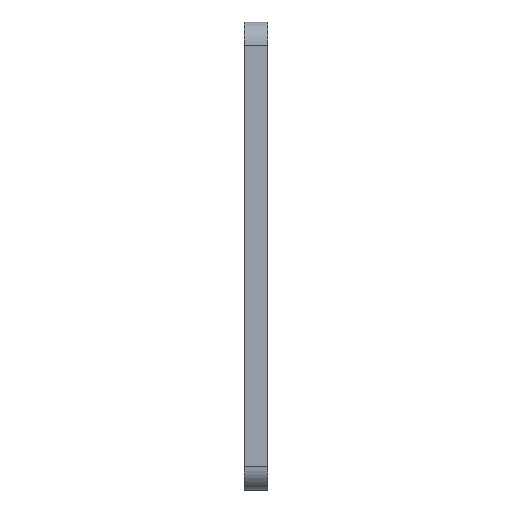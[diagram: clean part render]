
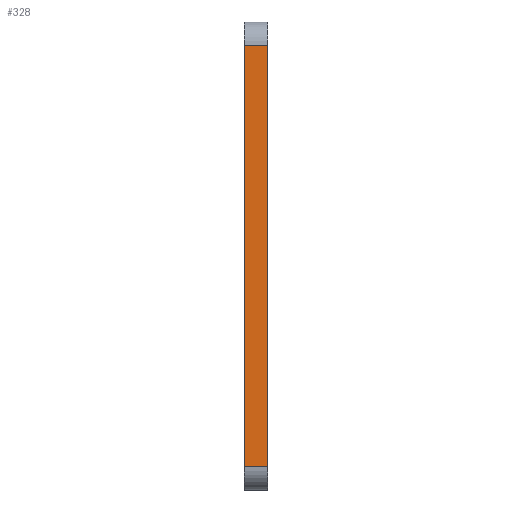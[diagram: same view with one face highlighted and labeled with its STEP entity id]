
A CAD part, left-side view. The second image highlights one B-rep face of the part: STEP entity #328.
In plain terms, the highlighted planar face has unit normal (-1, 0, 0).
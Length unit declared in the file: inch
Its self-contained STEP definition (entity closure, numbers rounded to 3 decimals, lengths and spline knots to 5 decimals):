
#33 = CARTESIAN_POINT ( 'NONE',  ( -1.625, -0.125, -0.125 ) ) ;
#115 = CARTESIAN_POINT ( 'NONE',  ( -1.625, 0., -2.375 ) ) ;
#139 = CARTESIAN_POINT ( 'NONE',  ( -1.625, -0.125, 0. ) ) ;
#211 = VERTEX_POINT ( 'NONE', #115 ) ;
#220 = CARTESIAN_POINT ( 'NONE',  ( -1.625, -0.125, -2.375 ) ) ;
#259 = CARTESIAN_POINT ( 'NONE',  ( -1.625, 0., 0. ) ) ;
#274 = CARTESIAN_POINT ( 'NONE',  ( -1.625, -0.125, -0.125 ) ) ;
#278 = VECTOR ( 'NONE', #973, 39.37008 ) ;
#295 = LINE ( 'NONE', #33, #278 ) ;
#328 = ADVANCED_FACE ( 'NONE', ( #799 ), #428, .T. ) ;
#332 = DIRECTION ( 'NONE',  ( 0., -1., 0. ) ) ;
#338 = DIRECTION ( 'NONE',  ( 0., 0., 1. ) ) ;
#372 = ORIENTED_EDGE ( 'NONE', *, *, #468, .F. ) ;
#392 = AXIS2_PLACEMENT_3D ( 'NONE', #770, #653, #456 ) ;
#428 = PLANE ( 'NONE',  #392 ) ;
#456 = DIRECTION ( 'NONE',  ( 0., 0., 1. ) ) ;
#468 = EDGE_CURVE ( 'NONE', #211, #1014, #791, .T. ) ;
#553 = VECTOR ( 'NONE', #647, 39.37008 ) ;
#555 = LINE ( 'NONE', #139, #553 ) ;
#569 = VECTOR ( 'NONE', #332, 39.37008 ) ;
#572 = LINE ( 'NONE', #907, #569 ) ;
#579 = CARTESIAN_POINT ( 'NONE',  ( -1.625, 0., -0.125 ) ) ;
#617 = EDGE_LOOP ( 'NONE', ( #372, #762, #817, #930 ) ) ;
#634 = EDGE_CURVE ( 'NONE', #211, #1011, #572, .T. ) ;
#647 = DIRECTION ( 'NONE',  ( 0., 0., 1. ) ) ;
#648 = EDGE_CURVE ( 'NONE', #1011, #774, #555, .T. ) ;
#653 = DIRECTION ( 'NONE',  ( -1., 0., 0. ) ) ;
#762 = ORIENTED_EDGE ( 'NONE', *, *, #634, .T. ) ;
#770 = CARTESIAN_POINT ( 'NONE',  ( -1.625, -0.125, 0. ) ) ;
#774 = VERTEX_POINT ( 'NONE', #274 ) ;
#790 = VECTOR ( 'NONE', #338, 39.37008 ) ;
#791 = LINE ( 'NONE', #259, #790 ) ;
#799 = FACE_OUTER_BOUND ( 'NONE', #617, .T. ) ;
#817 = ORIENTED_EDGE ( 'NONE', *, *, #648, .T. ) ;
#907 = CARTESIAN_POINT ( 'NONE',  ( -1.625, -0.125, -2.375 ) ) ;
#930 = ORIENTED_EDGE ( 'NONE', *, *, #954, .T. ) ;
#954 = EDGE_CURVE ( 'NONE', #774, #1014, #295, .T. ) ;
#973 = DIRECTION ( 'NONE',  ( 0., 1., 0. ) ) ;
#1011 = VERTEX_POINT ( 'NONE', #220 ) ;
#1014 = VERTEX_POINT ( 'NONE', #579 ) ;
